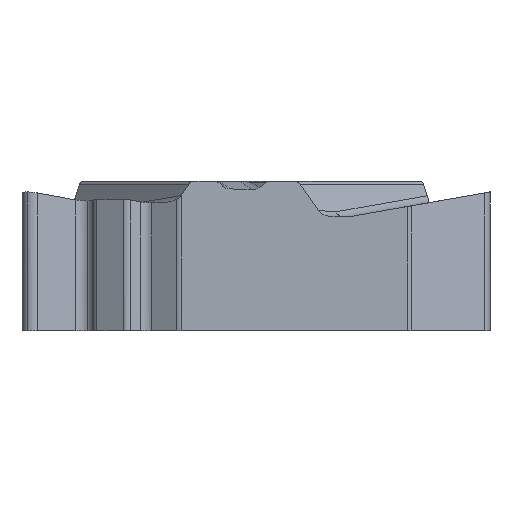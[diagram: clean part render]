
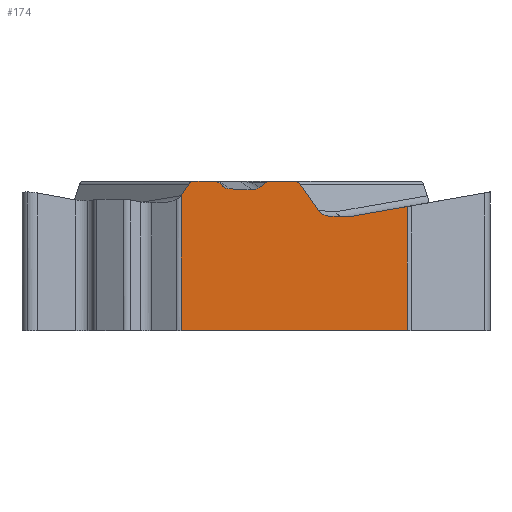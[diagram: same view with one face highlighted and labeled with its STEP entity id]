
A CAD part, left-side view. The second image highlights one B-rep face of the part: STEP entity #174.
In plain terms, the highlighted planar face has unit normal (-1, 0, 0).
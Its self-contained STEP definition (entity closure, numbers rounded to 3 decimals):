
#174=ADVANCED_FACE('',(#336),#289,.F.);
#289=PLANE('',#2239);
#336=FACE_OUTER_BOUND('',#451,.T.);
#451=EDGE_LOOP('',(#694,#695,#696,#697,#698,#699,#700,#701,#702,#703,#704,
#705,#706,#707,#708,#709,#710,#711,#712,#713));
#586=ELLIPSE('',#2231,0.345,0.33);
#587=ELLIPSE('',#2232,0.396,0.33);
#588=ELLIPSE('',#2233,0.177,0.15);
#589=ELLIPSE('',#2234,0.156,0.14);
#590=ELLIPSE('',#2235,0.314,0.3);
#591=ELLIPSE('',#2236,0.314,0.3);
#592=ELLIPSE('',#2237,0.14,0.14);
#593=ELLIPSE('',#2238,0.17,0.15);
#694=ORIENTED_EDGE('',*,*,#1533,.T.);
#695=ORIENTED_EDGE('',*,*,#1534,.T.);
#696=ORIENTED_EDGE('',*,*,#1535,.T.);
#697=ORIENTED_EDGE('',*,*,#1536,.T.);
#698=ORIENTED_EDGE('',*,*,#1537,.T.);
#699=ORIENTED_EDGE('',*,*,#1538,.F.);
#700=ORIENTED_EDGE('',*,*,#1539,.T.);
#701=ORIENTED_EDGE('',*,*,#1540,.T.);
#702=ORIENTED_EDGE('',*,*,#1541,.F.);
#703=ORIENTED_EDGE('',*,*,#1517,.F.);
#704=ORIENTED_EDGE('',*,*,#1542,.F.);
#705=ORIENTED_EDGE('',*,*,#1543,.T.);
#706=ORIENTED_EDGE('',*,*,#1544,.T.);
#707=ORIENTED_EDGE('',*,*,#1545,.T.);
#708=ORIENTED_EDGE('',*,*,#1546,.T.);
#709=ORIENTED_EDGE('',*,*,#1547,.T.);
#710=ORIENTED_EDGE('',*,*,#1548,.F.);
#711=ORIENTED_EDGE('',*,*,#1510,.F.);
#712=ORIENTED_EDGE('',*,*,#1549,.F.);
#713=ORIENTED_EDGE('',*,*,#1550,.T.);
#1303=VERTEX_POINT('',#3652);
#1304=VERTEX_POINT('',#3654);
#1310=VERTEX_POINT('',#3666);
#1311=VERTEX_POINT('',#3668);
#1326=VERTEX_POINT('',#3700);
#1327=VERTEX_POINT('',#3701);
#1328=VERTEX_POINT('',#3703);
#1329=VERTEX_POINT('',#3705);
#1330=VERTEX_POINT('',#3707);
#1331=VERTEX_POINT('',#3709);
#1332=VERTEX_POINT('',#3711);
#1333=VERTEX_POINT('',#3713);
#1334=VERTEX_POINT('',#3715);
#1335=VERTEX_POINT('',#3718);
#1336=VERTEX_POINT('',#3720);
#1337=VERTEX_POINT('',#3722);
#1338=VERTEX_POINT('',#3724);
#1339=VERTEX_POINT('',#3726);
#1340=VERTEX_POINT('',#3728);
#1341=VERTEX_POINT('',#3731);
#1510=EDGE_CURVE('',#1303,#1304,#1812,.T.);
#1517=EDGE_CURVE('',#1310,#1311,#1816,.T.);
#1533=EDGE_CURVE('',#1326,#1327,#1827,.T.);
#1534=EDGE_CURVE('',#1327,#1328,#1828,.T.);
#1535=EDGE_CURVE('',#1328,#1329,#1829,.T.);
#1536=EDGE_CURVE('',#1329,#1330,#1830,.T.);
#1537=EDGE_CURVE('',#1330,#1331,#586,.T.);
#1538=EDGE_CURVE('',#1332,#1331,#1831,.T.);
#1539=EDGE_CURVE('',#1332,#1333,#587,.T.);
#1540=EDGE_CURVE('',#1333,#1334,#1832,.T.);
#1541=EDGE_CURVE('',#1311,#1334,#588,.T.);
#1542=EDGE_CURVE('',#1335,#1310,#589,.T.);
#1543=EDGE_CURVE('',#1335,#1336,#1833,.T.);
#1544=EDGE_CURVE('',#1336,#1337,#590,.T.);
#1545=EDGE_CURVE('',#1337,#1338,#1834,.T.);
#1546=EDGE_CURVE('',#1338,#1339,#591,.T.);
#1547=EDGE_CURVE('',#1339,#1340,#1835,.T.);
#1548=EDGE_CURVE('',#1304,#1340,#592,.T.);
#1549=EDGE_CURVE('',#1341,#1303,#593,.T.);
#1550=EDGE_CURVE('',#1341,#1326,#1836,.T.);
#1812=LINE('',#3653,#1998);
#1816=LINE('',#3667,#2002);
#1827=LINE('',#3699,#2013);
#1828=LINE('',#3702,#2014);
#1829=LINE('',#3704,#2015);
#1830=LINE('',#3706,#2016);
#1831=LINE('',#3710,#2017);
#1832=LINE('',#3714,#2018);
#1833=LINE('',#3719,#2019);
#1834=LINE('',#3723,#2020);
#1835=LINE('',#3727,#2021);
#1836=LINE('',#3732,#2022);
#1998=VECTOR('',#2493,1.);
#2002=VECTOR('',#2503,1.);
#2013=VECTOR('',#2526,1.);
#2014=VECTOR('',#2527,1.);
#2015=VECTOR('',#2528,1.);
#2016=VECTOR('',#2529,1.);
#2017=VECTOR('',#2532,1.);
#2018=VECTOR('',#2535,1.);
#2019=VECTOR('',#2540,1.);
#2020=VECTOR('',#2543,1.);
#2021=VECTOR('',#2546,1.);
#2022=VECTOR('',#2551,1.);
#2231=AXIS2_PLACEMENT_3D('',#3708,#2530,#2531);
#2232=AXIS2_PLACEMENT_3D('',#3712,#2533,#2534);
#2233=AXIS2_PLACEMENT_3D('',#3716,#2536,#2537);
#2234=AXIS2_PLACEMENT_3D('',#3717,#2538,#2539);
#2235=AXIS2_PLACEMENT_3D('',#3721,#2541,#2542);
#2236=AXIS2_PLACEMENT_3D('',#3725,#2544,#2545);
#2237=AXIS2_PLACEMENT_3D('',#3729,#2547,#2548);
#2238=AXIS2_PLACEMENT_3D('',#3730,#2549,#2550);
#2239=AXIS2_PLACEMENT_3D('',#3733,#2552,#2553);
#2493=DIRECTION('',(0.,-1.,0.));
#2503=DIRECTION('',(0.,-1.,0.));
#2526=DIRECTION('',(0.,0.,-1.));
#2527=DIRECTION('',(0.,-1.,0.));
#2528=DIRECTION('',(0.,0.,1.));
#2529=DIRECTION('',(0.,0.985,-0.174));
#2530=DIRECTION('',(1.,0.,0.));
#2531=DIRECTION('',(0.,0.985,-0.174));
#2532=DIRECTION('',(0.,-1.,0.));
#2533=DIRECTION('',(1.,0.,0.));
#2534=DIRECTION('',(0.,0.997,0.079));
#2535=DIRECTION('',(0.,0.574,0.819));
#2536=DIRECTION('',(1.,0.,0.));
#2537=DIRECTION('',(0.,1.,0.));
#2538=DIRECTION('',(1.,0.,0.));
#2539=DIRECTION('',(0.,1.,0.));
#2540=DIRECTION('',(0.,0.794,-0.608));
#2541=DIRECTION('',(1.,0.,0.));
#2542=DIRECTION('',(0.,0.808,0.589));
#2543=DIRECTION('',(0.,0.999,0.049));
#2544=DIRECTION('',(1.,0.,0.));
#2545=DIRECTION('',(0.,0.808,0.589));
#2546=DIRECTION('',(0.,0.757,0.653));
#2547=DIRECTION('',(1.,0.,0.));
#2548=DIRECTION('',(0.,-1.,0.));
#2549=DIRECTION('',(1.,0.,0.));
#2550=DIRECTION('',(0.,1.,0.));
#2551=DIRECTION('',(0.,0.558,-0.83));
#2552=DIRECTION('',(1.,0.,0.));
#2553=DIRECTION('',(0.,1.,0.));
#3652=CARTESIAN_POINT('',(-4.763,1.584,0.3));
#3653=CARTESIAN_POINT('',(-4.763,-7.335,0.3));
#3654=CARTESIAN_POINT('',(-4.763,0.964,0.3));
#3666=CARTESIAN_POINT('',(-4.763,-0.577,0.3));
#3667=CARTESIAN_POINT('',(-4.763,7.335,0.3));
#3668=CARTESIAN_POINT('',(-4.763,-1.31,0.3));
#3699=CARTESIAN_POINT('',(-4.763,1.952,0.));
#3700=CARTESIAN_POINT('',(-4.763,1.952,-0.103));
#3701=CARTESIAN_POINT('',(-4.763,1.952,-3.97));
#3702=CARTESIAN_POINT('',(-4.763,-7.335,-3.97));
#3703=CARTESIAN_POINT('',(-4.762,-4.524,-3.97));
#3704=CARTESIAN_POINT('',(-4.762,-4.524,0.));
#3705=CARTESIAN_POINT('',(-4.762,-4.524,-0.419));
#3706=CARTESIAN_POINT('',(-4.763,6.906,-2.434));
#3707=CARTESIAN_POINT('',(-4.763,-2.961,-0.695));
#3708=CARTESIAN_POINT('',(-4.763,-2.904,-0.37));
#3709=CARTESIAN_POINT('',(-4.762,-2.899,-0.7));
#3710=CARTESIAN_POINT('',(-4.763,7.335,-0.7));
#3711=CARTESIAN_POINT('',(-4.763,-2.343,-0.7));
#3712=CARTESIAN_POINT('',(-4.763,-2.332,-0.37));
#3713=CARTESIAN_POINT('',(-4.763,-1.992,-0.53));
#3714=CARTESIAN_POINT('',(-4.763,1.325,4.208));
#3715=CARTESIAN_POINT('',(-4.763,-1.462,0.227));
#3716=CARTESIAN_POINT('',(-4.763,-1.31,0.15));
#3717=CARTESIAN_POINT('',(-4.763,-0.577,0.16));
#3718=CARTESIAN_POINT('',(-4.763,-0.476,0.267));
#3719=CARTESIAN_POINT('',(-4.763,4.575,-3.603));
#3720=CARTESIAN_POINT('',(-4.763,-0.283,0.119));
#3721=CARTESIAN_POINT('',(-4.763,-0.087,0.363));
#3722=CARTESIAN_POINT('',(-4.763,-0.085,0.058));
#3723=CARTESIAN_POINT('',(-4.763,-7.321,-0.293));
#3724=CARTESIAN_POINT('',(-4.763,0.564,0.09));
#3725=CARTESIAN_POINT('',(-4.763,0.562,0.395));
#3726=CARTESIAN_POINT('',(-4.763,0.76,0.169));
#3727=CARTESIAN_POINT('',(-4.763,-3.962,-3.907));
#3728=CARTESIAN_POINT('',(-4.763,0.873,0.266));
#3729=CARTESIAN_POINT('',(-4.763,0.964,0.16));
#3730=CARTESIAN_POINT('',(-4.763,1.584,0.15));
#3731=CARTESIAN_POINT('',(-4.763,1.73,0.227));
#3732=CARTESIAN_POINT('',(-4.763,-0.988,4.268));
#3733=CARTESIAN_POINT('',(-4.763,-7.335,0.));
